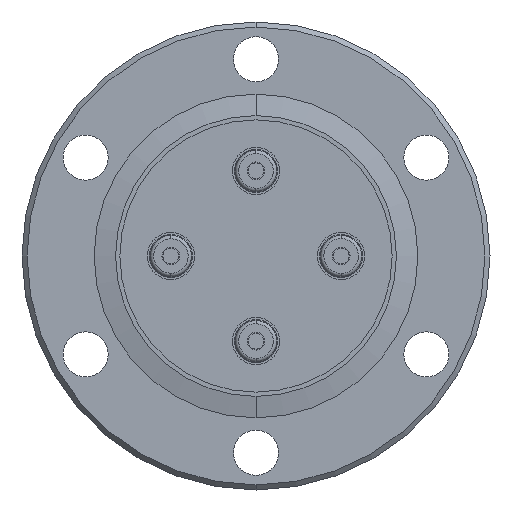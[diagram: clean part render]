
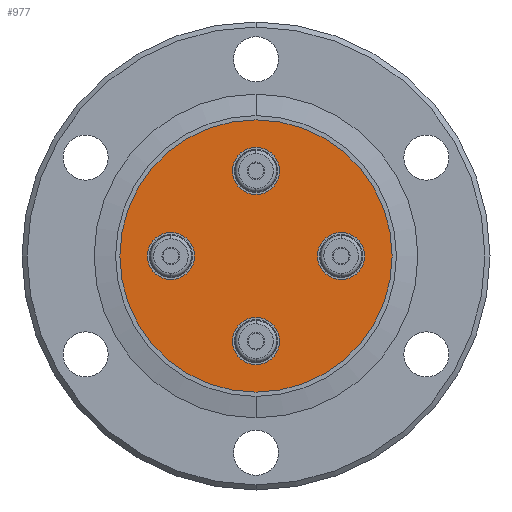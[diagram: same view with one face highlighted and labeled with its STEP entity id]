
A CAD part, front view. The second image highlights one B-rep face of the part: STEP entity #977.
In plain terms, the highlighted planar face has unit normal (0, -1, 0).
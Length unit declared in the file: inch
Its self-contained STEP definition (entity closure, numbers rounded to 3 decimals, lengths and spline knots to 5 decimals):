
#12 = FACE_BOUND ( 'NONE', #7801, .T. ) ;
#42 = DIRECTION ( 'NONE',  ( 0., 0., -1. ) ) ;
#94 = DIRECTION ( 'NONE',  ( 0., 1., 0. ) ) ;
#129 = DIRECTION ( 'NONE',  ( 0., 0., -1. ) ) ;
#171 = CIRCLE ( 'NONE', #7688, 0.1385 ) ;
#178 = CIRCLE ( 'NONE', #3778, 0.8 ) ;
#259 = DIRECTION ( 'NONE',  ( 0., -1., 0. ) ) ;
#319 = CARTESIAN_POINT ( 'NONE',  ( -0.5, 1.01312, 0.1385 ) ) ;
#348 = DIRECTION ( 'NONE',  ( 0., 1., 0. ) ) ;
#362 = AXIS2_PLACEMENT_3D ( 'NONE', #5053, #1371, #5676 ) ;
#412 = VERTEX_POINT ( 'NONE', #1275 ) ;
#440 = ORIENTED_EDGE ( 'NONE', *, *, #5504, .T. ) ;
#864 = PLANE ( 'NONE',  #7482 ) ;
#892 = VERTEX_POINT ( 'NONE', #3861 ) ;
#977 = ADVANCED_FACE ( 'NONE', ( #3278, #12, #7830, #6182, #4526 ), #864, .T. ) ;
#1017 = VERTEX_POINT ( 'NONE', #319 ) ;
#1131 = EDGE_CURVE ( 'NONE', #1836, #6268, #4915, .T. ) ;
#1214 = CIRCLE ( 'NONE', #2729, 0.1385 ) ;
#1275 = CARTESIAN_POINT ( 'NONE',  ( -0.5, 1.01312, -0.1385 ) ) ;
#1347 = CIRCLE ( 'NONE', #1649, 0.1385 ) ;
#1371 = DIRECTION ( 'NONE',  ( 0., 1., 0. ) ) ;
#1649 = AXIS2_PLACEMENT_3D ( 'NONE', #3767, #94, #4381 ) ;
#1713 = ORIENTED_EDGE ( 'NONE', *, *, #6154, .T. ) ;
#1836 = VERTEX_POINT ( 'NONE', #2753 ) ;
#1940 = CARTESIAN_POINT ( 'NONE',  ( 0., 1.01312, -0.8 ) ) ;
#1952 = VERTEX_POINT ( 'NONE', #1940 ) ;
#2062 = CIRCLE ( 'NONE', #3490, 0.1385 ) ;
#2099 = DIRECTION ( 'NONE',  ( 0., 0., -1. ) ) ;
#2370 = CARTESIAN_POINT ( 'NONE',  ( 0., 1.01312, 0.8 ) ) ;
#2404 = ORIENTED_EDGE ( 'NONE', *, *, #4543, .T. ) ;
#2440 = CARTESIAN_POINT ( 'NONE',  ( 0., 1.01312, 0.5 ) ) ;
#2457 = AXIS2_PLACEMENT_3D ( 'NONE', #3938, #259, #4548 ) ;
#2508 = EDGE_CURVE ( 'NONE', #6268, #1836, #1347, .T. ) ;
#2548 = EDGE_CURVE ( 'NONE', #1952, #6796, #5873, .T. ) ;
#2587 = ORIENTED_EDGE ( 'NONE', *, *, #2548, .T. ) ;
#2729 = AXIS2_PLACEMENT_3D ( 'NONE', #4031, #348, #4639 ) ;
#2753 = CARTESIAN_POINT ( 'NONE',  ( 0.5, 1.01312, -0.1385 ) ) ;
#2859 = EDGE_LOOP ( 'NONE', ( #2587, #6902 ) ) ;
#2868 = CARTESIAN_POINT ( 'NONE',  ( 0., 1.01312, -0.6385 ) ) ;
#3062 = DIRECTION ( 'NONE',  ( 0., 0., -1. ) ) ;
#3278 = FACE_BOUND ( 'NONE', #6535, .T. ) ;
#3303 = CARTESIAN_POINT ( 'NONE',  ( 0., 1.01312, -0.5 ) ) ;
#3359 = ORIENTED_EDGE ( 'NONE', *, *, #7360, .T. ) ;
#3490 = AXIS2_PLACEMENT_3D ( 'NONE', #2440, #6792, #3062 ) ;
#3530 = DIRECTION ( 'NONE',  ( 0., 1., 0. ) ) ;
#3586 = DIRECTION ( 'NONE',  ( 0., -1., 0. ) ) ;
#3637 = CARTESIAN_POINT ( 'NONE',  ( 0., 1.01312, 0.6385 ) ) ;
#3681 = EDGE_CURVE ( 'NONE', #6796, #1952, #178, .T. ) ;
#3724 = DIRECTION ( 'NONE',  ( 0., 1., 0. ) ) ;
#3747 = VERTEX_POINT ( 'NONE', #4535 ) ;
#3767 = CARTESIAN_POINT ( 'NONE',  ( 0.5, 1.01312, 0. ) ) ;
#3778 = AXIS2_PLACEMENT_3D ( 'NONE', #7311, #3586, #7927 ) ;
#3803 = DIRECTION ( 'NONE',  ( 0., 1., 0. ) ) ;
#3861 = CARTESIAN_POINT ( 'NONE',  ( 0., 1.01312, -0.3615 ) ) ;
#3937 = DIRECTION ( 'NONE',  ( 0., 0., -1. ) ) ;
#3938 = CARTESIAN_POINT ( 'NONE',  ( 0., 1.01312, 0. ) ) ;
#4031 = CARTESIAN_POINT ( 'NONE',  ( -0.5, 1.01312, 0. ) ) ;
#4254 = AXIS2_PLACEMENT_3D ( 'NONE', #3303, #7646, #3937 ) ;
#4381 = DIRECTION ( 'NONE',  ( 0., 0., -1. ) ) ;
#4526 = FACE_BOUND ( 'NONE', #5816, .T. ) ;
#4535 = CARTESIAN_POINT ( 'NONE',  ( 0., 1.01312, 0.3615 ) ) ;
#4543 = EDGE_CURVE ( 'NONE', #1017, #412, #1214, .T. ) ;
#4546 = ORIENTED_EDGE ( 'NONE', *, *, #1131, .T. ) ;
#4548 = DIRECTION ( 'NONE',  ( 0., 0., -1. ) ) ;
#4626 = CARTESIAN_POINT ( 'NONE',  ( 0.5, 1.01312, 0.1385 ) ) ;
#4639 = DIRECTION ( 'NONE',  ( 0., 0., -1. ) ) ;
#4664 = CIRCLE ( 'NONE', #362, 0.1385 ) ;
#4915 = CIRCLE ( 'NONE', #7337, 0.1385 ) ;
#4919 = EDGE_CURVE ( 'NONE', #412, #1017, #171, .T. ) ;
#5053 = CARTESIAN_POINT ( 'NONE',  ( 0., 1.01312, -0.5 ) ) ;
#5135 = AXIS2_PLACEMENT_3D ( 'NONE', #7434, #3724, #42 ) ;
#5180 = CARTESIAN_POINT ( 'NONE',  ( 0., 1.01312, 0. ) ) ;
#5379 = ORIENTED_EDGE ( 'NONE', *, *, #2508, .T. ) ;
#5409 = VERTEX_POINT ( 'NONE', #2868 ) ;
#5426 = VERTEX_POINT ( 'NONE', #3637 ) ;
#5504 = EDGE_CURVE ( 'NONE', #3747, #5426, #7590, .T. ) ;
#5676 = DIRECTION ( 'NONE',  ( 0., 0., -1. ) ) ;
#5797 = DIRECTION ( 'NONE',  ( 0., -1., 0. ) ) ;
#5816 = EDGE_LOOP ( 'NONE', ( #7623, #1713 ) ) ;
#5873 = CIRCLE ( 'NONE', #2457, 0.8 ) ;
#5947 = EDGE_LOOP ( 'NONE', ( #4546, #5379 ) ) ;
#6154 = EDGE_CURVE ( 'NONE', #892, #5409, #7031, .T. ) ;
#6182 = FACE_OUTER_BOUND ( 'NONE', #2859, .T. ) ;
#6268 = VERTEX_POINT ( 'NONE', #4626 ) ;
#6535 = EDGE_LOOP ( 'NONE', ( #7797, #2404 ) ) ;
#6792 = DIRECTION ( 'NONE',  ( 0., 1., 0. ) ) ;
#6796 = VERTEX_POINT ( 'NONE', #2370 ) ;
#6902 = ORIENTED_EDGE ( 'NONE', *, *, #3681, .T. ) ;
#7002 = EDGE_CURVE ( 'NONE', #5409, #892, #4664, .T. ) ;
#7031 = CIRCLE ( 'NONE', #4254, 0.1385 ) ;
#7253 = CARTESIAN_POINT ( 'NONE',  ( 0.5, 1.01312, 0. ) ) ;
#7311 = CARTESIAN_POINT ( 'NONE',  ( 0., 1.01312, 0. ) ) ;
#7337 = AXIS2_PLACEMENT_3D ( 'NONE', #7253, #3530, #7862 ) ;
#7360 = EDGE_CURVE ( 'NONE', #5426, #3747, #2062, .T. ) ;
#7434 = CARTESIAN_POINT ( 'NONE',  ( 0., 1.01312, 0.5 ) ) ;
#7482 = AXIS2_PLACEMENT_3D ( 'NONE', #5180, #5797, #2099 ) ;
#7525 = CARTESIAN_POINT ( 'NONE',  ( -0.5, 1.01312, 0. ) ) ;
#7590 = CIRCLE ( 'NONE', #5135, 0.1385 ) ;
#7623 = ORIENTED_EDGE ( 'NONE', *, *, #7002, .T. ) ;
#7646 = DIRECTION ( 'NONE',  ( 0., 1., 0. ) ) ;
#7688 = AXIS2_PLACEMENT_3D ( 'NONE', #7525, #3803, #129 ) ;
#7797 = ORIENTED_EDGE ( 'NONE', *, *, #4919, .T. ) ;
#7801 = EDGE_LOOP ( 'NONE', ( #440, #3359 ) ) ;
#7830 = FACE_BOUND ( 'NONE', #5947, .T. ) ;
#7862 = DIRECTION ( 'NONE',  ( 0., 0., -1. ) ) ;
#7927 = DIRECTION ( 'NONE',  ( 0., 0., -1. ) ) ;
